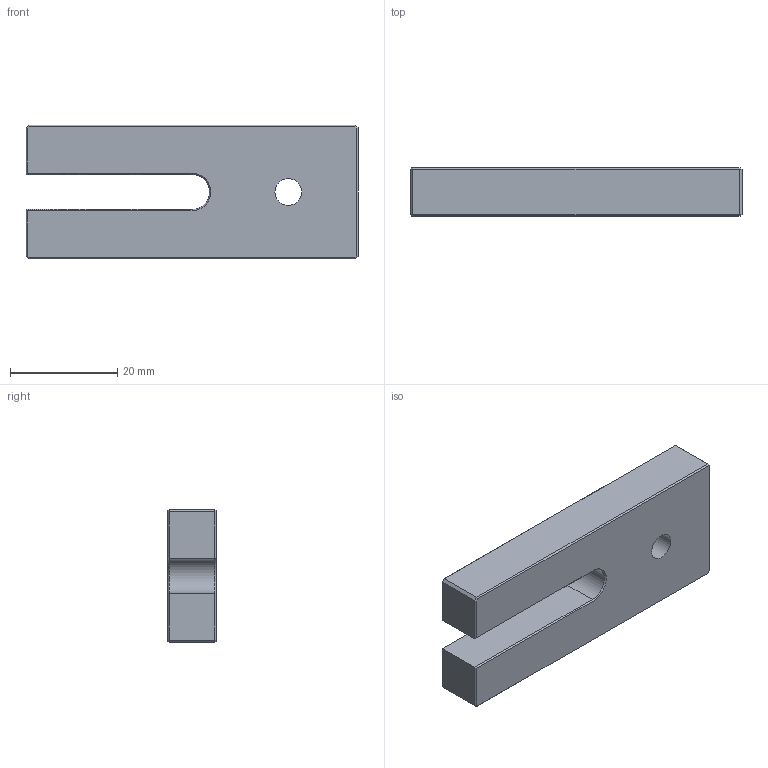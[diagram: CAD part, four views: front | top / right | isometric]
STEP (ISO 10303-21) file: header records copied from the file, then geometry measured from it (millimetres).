
FILE_DESCRIPTION (( 'STEP AP203' ), '1' );
FILE_NAME ('62-25-9-B-蛌諉啣 .STEP', '2025-05-19T03:17:54', ( 'Windows User' ), ( 'P R C' ), 'SwSTEP 2.0', 'SolidWorks 2020', '' );
FILE_SCHEMA (( 'CONFIG_CONTROL_DESIGN' ));
Length unit declared in the file: millimetre
Products named in the file (1): 62-25-9-B-蛌諉啣 
Bounding box: 62 x 9 x 25 mm (x, y, z)
Volume: 11788.8 mm3; surface area: 4837.2 mm2
Topology: 1 solids, 1 shells, 40 faces, 89 edges, 51 vertices
Faces by surface type: plane 35, cone 3, cylinder 2
Full cylindrical faces by diameter (mm): 5 x1
Entity records: 1131 total; most frequent: CARTESIAN_POINT 179, DIRECTION 176, ORIENTED_EDGE 174, EDGE_CURVE 87, LINE 80, VECTOR 80, VERTEX_POINT 51, AXIS2_PLACEMENT_3D 48
